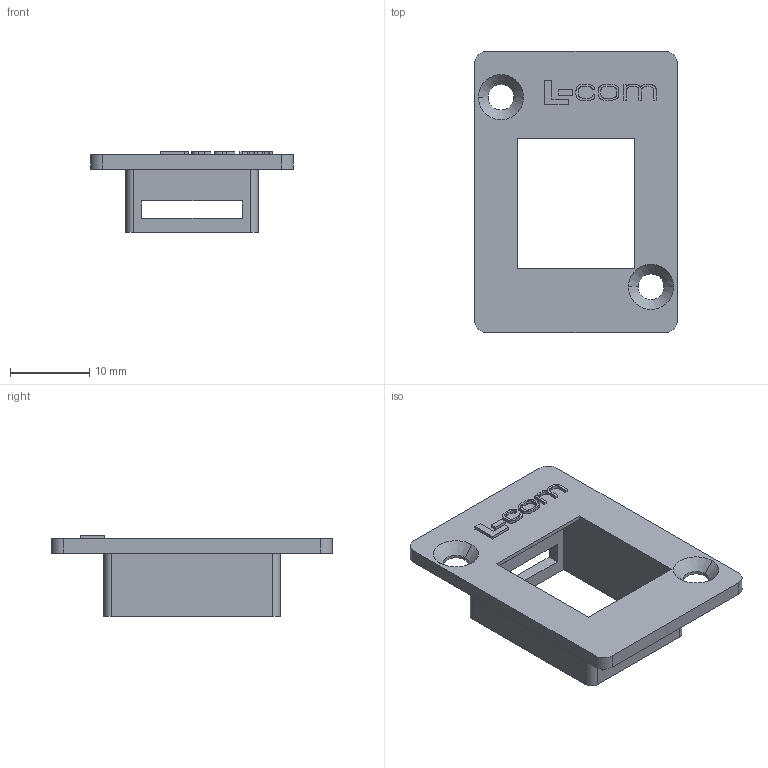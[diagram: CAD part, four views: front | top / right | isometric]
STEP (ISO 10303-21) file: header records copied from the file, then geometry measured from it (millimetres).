
FILE_DESCRIPTION (( 'STEP AP214' ), '1' );
FILE_NAME ('ECF-XLR-10.STEP', '2018-07-10T15:08:57', ( '' ), ( '' ), 'SwSTEP 2.0', 'SolidWorks 2017', '' );
FILE_SCHEMA (( 'AUTOMOTIVE_DESIGN' ));
Length unit declared in the file: inch
Products named in the file (1): ECF-XLR-10
Bounding box: 25.65 x 35.56 x 10.13 mm (x, y, z)
Volume: 1709.8 mm3; surface area: 2780.7 mm2
Topology: 1 solids, 1 shells, 114 faces, 311 edges, 206 vertices
Faces by surface type: plane 74, bspline 24, cylinder 12, cone 4
Entity records: 3755 total; most frequent: CARTESIAN_POINT 944, ORIENTED_EDGE 622, DIRECTION 473, EDGE_CURVE 311, VECTOR 235, LINE 235, VERTEX_POINT 206, EDGE_LOOP 131
